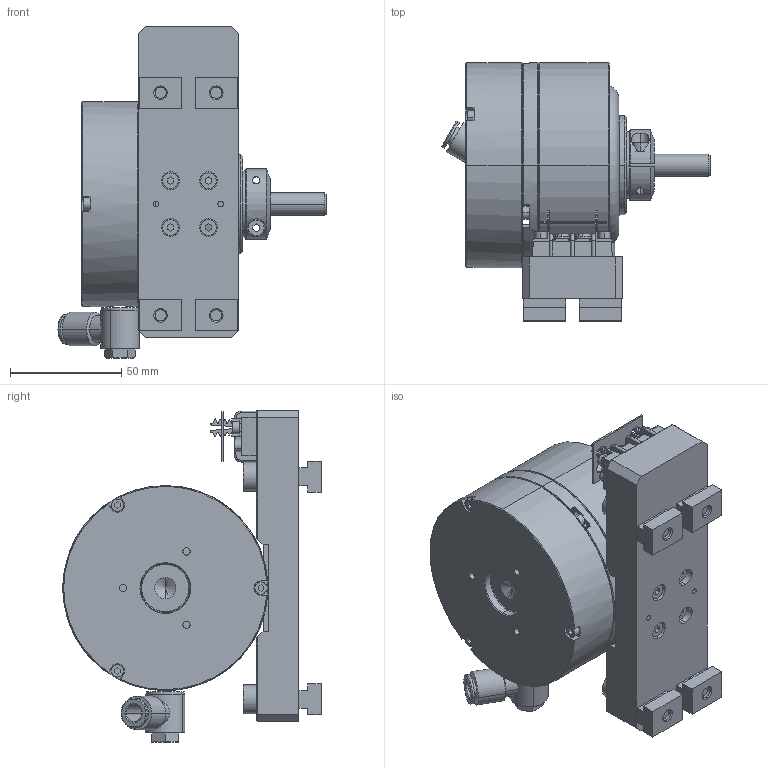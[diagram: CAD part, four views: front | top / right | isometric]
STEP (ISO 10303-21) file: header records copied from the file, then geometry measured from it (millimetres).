
FILE_DESCRIPTION (( 'STEP AP203' ), '1' );
FILE_NAME ('AHB-0.75_EF.STEP', '2021-06-24T12:56:51', ( 'magtrol' ), ( '' ), 'SwSTEP 2.0', 'SolidWorks 2020', '' );
FILE_SCHEMA (( 'CONFIG_CONTROL_DESIGN' ));
Length unit declared in the file: millimetre
Products named in the file (1): AHB-0.75_EF
Bounding box: 120.46 x 116.04 x 149.17 mm (x, y, z)
Surface area: 88607.6 mm2 (no closed solid volume)
Topology: 0 solids, 47 shells, 674 faces, 2243 edges, 1599 vertices
Faces by surface type: plane 347, cylinder 225, cone 82, torus 20
Entity records: 25366 total; most frequent: CARTESIAN_POINT 5669, DIRECTION 4191, ORIENTED_EDGE 3655, EDGE_CURVE 2241, VERTEX_POINT 1599, AXIS2_PLACEMENT_3D 1490, VECTOR 1211, LINE 1211
